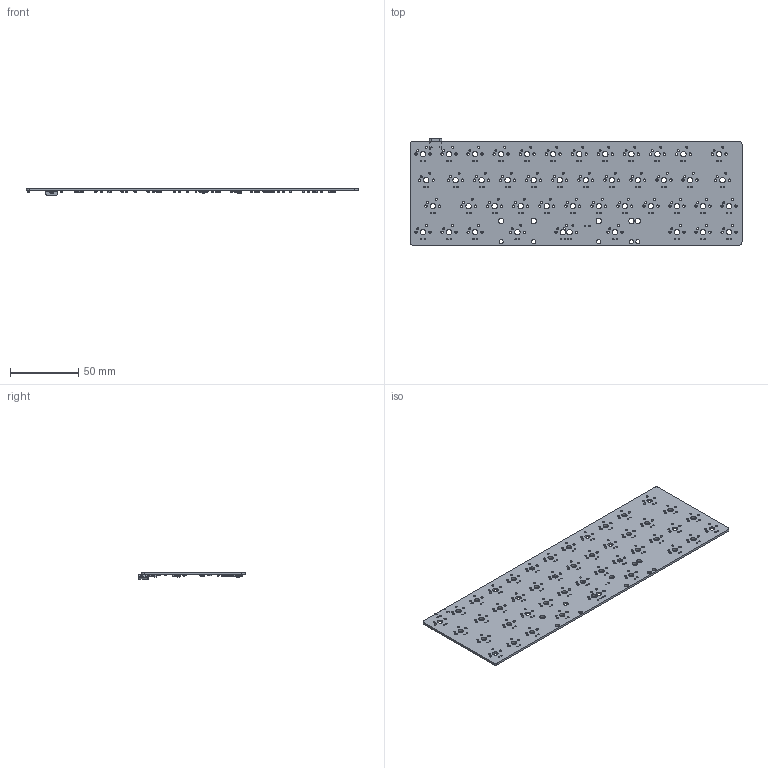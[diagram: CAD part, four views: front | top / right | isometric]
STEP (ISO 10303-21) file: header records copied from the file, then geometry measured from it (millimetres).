
FILE_DESCRIPTION(('KiCad electronic assembly'),'2;1');
FILE_NAME('Vicious40_PCB.step','2021-05-05T22:34:16',('Pcbnew'),('Kicad' ),'Open CASCADE STEP processor 6.9','KiCad to STEP converter', 'Unknown');
FILE_SCHEMA(('AUTOMOTIVE_DESIGN { 1 0 10303 214 1 1 1 1 }'));
Length unit declared in the file: millimetre
Products named in the file (24): Open CASCADE STEP translator 6.9 1; SW_SPDT_PCM12; SOLID; SOT-23; C_0603_1608Metric; D_SOD-123F; R_0603_1608Metric; SOT-23-6; SOT-23-5; LQFP-48_7x7mm_P0.5mm; Fuse_1206_3216Metric; SW_SPST_TL3342; HRO__TYPE-C-31-M-12; COMPOUND
Assembly tree (124 placements, depth 3):
  Open CASCADE STEP translator 6.9 1
    SW_SPDT_PCM12
      SOLID
    SOT-23
      SOLID
    C_0603_1608Metric  x9
      SOLID
    D_SOD-123F  x46
      SOLID
    R_0603_1608Metric  x49
      SOLID
    SOT-23-6
      SOLID
    SOT-23-5
      SOLID
    LQFP-48_7x7mm_P0.5mm
      SOLID
    Fuse_1206_3216Metric
      SOLID
    SW_SPST_TL3342
      SOLID
    HRO__TYPE-C-31-M-12
      SOLID
    COMPOUND
Bounding box: 242.89 x 77.91 x 4.86 mm (x, y, z)
Volume: 28270.2 mm3; surface area: 40865.2 mm2
Topology: 113 solids, 114 shells, 4703 faces, 11973 edges, 7577 vertices
Faces by surface type: bspline 4337, cylinder 352, plane 14
Full cylindrical faces by diameter (mm): 0.65 x2, 0.9 x2, 1.04 x92, 1.47 x91, 1.75 x90, 3.048 x4, 3.988 x49
Entity records: 140024 total; most frequent: CARTESIAN_POINT 49003, B_SPLINE_CURVE_WITH_KNOTS 11631, ORIENTED_EDGE 10866, PCURVE 10866, DEFINITIONAL_REPRESENTATION 10866, EDGE_CURVE 5433, SURFACE_CURVE 5092, DIRECTION 4950
